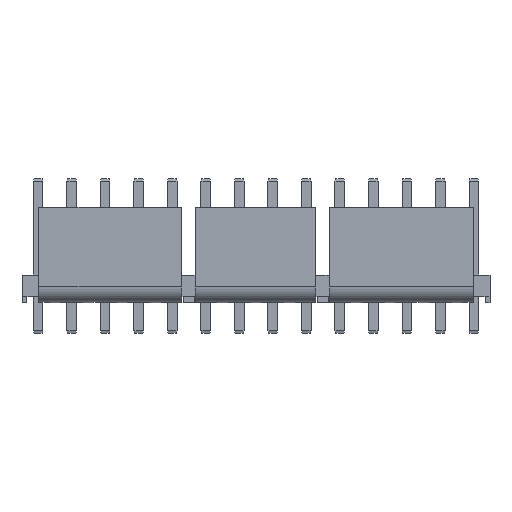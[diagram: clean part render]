
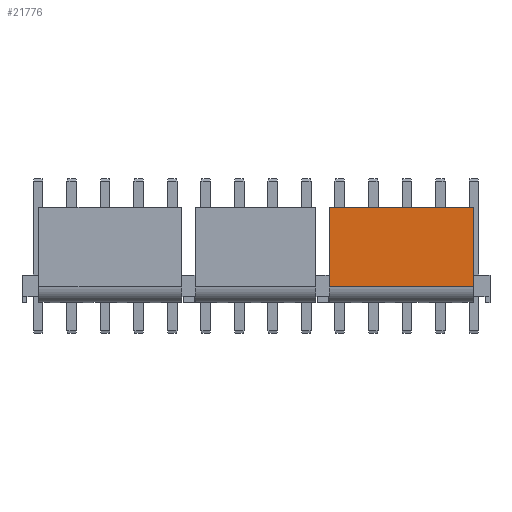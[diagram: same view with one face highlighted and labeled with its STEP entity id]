
A CAD part, front view. The second image highlights one B-rep face of the part: STEP entity #21776.
In plain terms, the highlighted planar face has unit normal (0, -1, 0).
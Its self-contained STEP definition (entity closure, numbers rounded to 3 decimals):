
#3256 = PLANE('',#3257);
#3257 = AXIS2_PLACEMENT_3D('',#3258,#3259,#3260);
#3258 = CARTESIAN_POINT('',(51.405,-4.9,13.935));
#3259 = DIRECTION('',(-1.,0.,0.));
#3260 = DIRECTION('',(-0.,0.,-1.));
#3758 = PLANE('',#3759);
#3759 = AXIS2_PLACEMENT_3D('',#3760,#3761,#3762);
#3760 = CARTESIAN_POINT('',(34.377,-4.9,-0.695));
#3761 = DIRECTION('',(1.,0.,0.));
#3762 = DIRECTION('',(0.,0.,1.));
#13074 = EDGE_CURVE('',#13075,#13077,#13079,.T.);
#13075 = VERTEX_POINT('',#13076);
#13076 = CARTESIAN_POINT('',(34.377,-4.9,1.91));
#13077 = VERTEX_POINT('',#13078);
#13078 = CARTESIAN_POINT('',(34.377,-4.9,11.33));
#13079 = SURFACE_CURVE('',#13080,(#13084,#13091),.PCURVE_S1.);
#13080 = LINE('',#13081,#13082);
#13081 = CARTESIAN_POINT('',(34.377,-4.9,-0.695));
#13082 = VECTOR('',#13083,1.);
#13083 = DIRECTION('',(0.,0.,1.));
#13084 = PCURVE('',#3758,#13085);
#13085 = DEFINITIONAL_REPRESENTATION('',(#13086),#13090);
#13086 = LINE('',#13087,#13088);
#13087 = CARTESIAN_POINT('',(0.,0.));
#13088 = VECTOR('',#13089,1.);
#13089 = DIRECTION('',(1.,0.));
#13090 = ( GEOMETRIC_REPRESENTATION_CONTEXT(2)
PARAMETRIC_REPRESENTATION_CONTEXT() REPRESENTATION_CONTEXT('2D SPACE',''
) );
#13091 = PCURVE('',#13092,#13097);
#13092 = PLANE('',#13093);
#13093 = AXIS2_PLACEMENT_3D('',#13094,#13095,#13096);
#13094 = CARTESIAN_POINT('',(53.385,-4.9,11.33));
#13095 = DIRECTION('',(0.,-1.,0.));
#13096 = DIRECTION('',(-0.,0.,-1.));
#13097 = DEFINITIONAL_REPRESENTATION('',(#13098),#13102);
#13098 = LINE('',#13099,#13100);
#13099 = CARTESIAN_POINT('',(12.025,-19.008));
#13100 = VECTOR('',#13101,1.);
#13101 = DIRECTION('',(-1.,0.));
#13102 = ( GEOMETRIC_REPRESENTATION_CONTEXT(2)
PARAMETRIC_REPRESENTATION_CONTEXT() REPRESENTATION_CONTEXT('2D SPACE',''
) );
#13121 = CYLINDRICAL_SURFACE('',#13122,1.948);
#13122 = AXIS2_PLACEMENT_3D('',#13123,#13124,#13125);
#13123 = CARTESIAN_POINT('',(53.385,-2.953,1.947));
#13124 = DIRECTION('',(1.,0.,0.));
#13125 = DIRECTION('',(0.,-1.,
-0.019));
#13353 = PLANE('',#13354);
#13354 = AXIS2_PLACEMENT_3D('',#13355,#13356,#13357);
#13355 = CARTESIAN_POINT('',(53.385,-4.13,11.33));
#13356 = DIRECTION('',(0.,0.,1.));
#13357 = DIRECTION('',(0.,-1.,0.));
#14028 = EDGE_CURVE('',#14029,#14031,#14033,.T.);
#14029 = VERTEX_POINT('',#14030);
#14030 = CARTESIAN_POINT('',(51.405,-4.9,11.33));
#14031 = VERTEX_POINT('',#14032);
#14032 = CARTESIAN_POINT('',(51.405,-4.9,1.91));
#14033 = SURFACE_CURVE('',#14034,(#14038,#14045),.PCURVE_S1.);
#14034 = LINE('',#14035,#14036);
#14035 = CARTESIAN_POINT('',(51.405,-4.9,13.935));
#14036 = VECTOR('',#14037,1.);
#14037 = DIRECTION('',(0.,-0.,-1.));
#14038 = PCURVE('',#3256,#14039);
#14039 = DEFINITIONAL_REPRESENTATION('',(#14040),#14044);
#14040 = LINE('',#14041,#14042);
#14041 = CARTESIAN_POINT('',(0.,0.));
#14042 = VECTOR('',#14043,1.);
#14043 = DIRECTION('',(1.,0.));
#14044 = ( GEOMETRIC_REPRESENTATION_CONTEXT(2)
PARAMETRIC_REPRESENTATION_CONTEXT() REPRESENTATION_CONTEXT('2D SPACE',''
) );
#14045 = PCURVE('',#13092,#14046);
#14046 = DEFINITIONAL_REPRESENTATION('',(#14047),#14051);
#14047 = LINE('',#14048,#14049);
#14048 = CARTESIAN_POINT('',(-2.605,-1.98));
#14049 = VECTOR('',#14050,1.);
#14050 = DIRECTION('',(1.,0.));
#14051 = ( GEOMETRIC_REPRESENTATION_CONTEXT(2)
PARAMETRIC_REPRESENTATION_CONTEXT() REPRESENTATION_CONTEXT('2D SPACE',''
) );
#21776 = ADVANCED_FACE('',(#21777),#13092,.T.);
#21777 = FACE_BOUND('',#21778,.T.);
#21778 = EDGE_LOOP('',(#21779,#21780,#21801,#21802));
#21779 = ORIENTED_EDGE('',*,*,#14028,.F.);
#21780 = ORIENTED_EDGE('',*,*,#21781,.T.);
#21781 = EDGE_CURVE('',#14029,#13077,#21782,.T.);
#21782 = SURFACE_CURVE('',#21783,(#21787,#21794),.PCURVE_S1.);
#21783 = LINE('',#21784,#21785);
#21784 = CARTESIAN_POINT('',(53.385,-4.9,11.33));
#21785 = VECTOR('',#21786,1.);
#21786 = DIRECTION('',(-1.,0.,0.));
#21787 = PCURVE('',#13092,#21788);
#21788 = DEFINITIONAL_REPRESENTATION('',(#21789),#21793);
#21789 = LINE('',#21790,#21791);
#21790 = CARTESIAN_POINT('',(0.,0.));
#21791 = VECTOR('',#21792,1.);
#21792 = DIRECTION('',(0.,-1.));
#21793 = ( GEOMETRIC_REPRESENTATION_CONTEXT(2)
PARAMETRIC_REPRESENTATION_CONTEXT() REPRESENTATION_CONTEXT('2D SPACE',''
) );
#21794 = PCURVE('',#13353,#21795);
#21795 = DEFINITIONAL_REPRESENTATION('',(#21796),#21800);
#21796 = LINE('',#21797,#21798);
#21797 = CARTESIAN_POINT('',(0.77,0.));
#21798 = VECTOR('',#21799,1.);
#21799 = DIRECTION('',(0.,-1.));
#21800 = ( GEOMETRIC_REPRESENTATION_CONTEXT(2)
PARAMETRIC_REPRESENTATION_CONTEXT() REPRESENTATION_CONTEXT('2D SPACE',''
) );
#21801 = ORIENTED_EDGE('',*,*,#13074,.F.);
#21802 = ORIENTED_EDGE('',*,*,#21803,.F.);
#21803 = EDGE_CURVE('',#14031,#13075,#21804,.T.);
#21804 = SURFACE_CURVE('',#21805,(#21809,#21816),.PCURVE_S1.);
#21805 = LINE('',#21806,#21807);
#21806 = CARTESIAN_POINT('',(53.385,-4.9,1.91));
#21807 = VECTOR('',#21808,1.);
#21808 = DIRECTION('',(-1.,0.,0.));
#21809 = PCURVE('',#13092,#21810);
#21810 = DEFINITIONAL_REPRESENTATION('',(#21811),#21815);
#21811 = LINE('',#21812,#21813);
#21812 = CARTESIAN_POINT('',(9.42,0.));
#21813 = VECTOR('',#21814,1.);
#21814 = DIRECTION('',(0.,-1.));
#21815 = ( GEOMETRIC_REPRESENTATION_CONTEXT(2)
PARAMETRIC_REPRESENTATION_CONTEXT() REPRESENTATION_CONTEXT('2D SPACE',''
) );
#21816 = PCURVE('',#13121,#21817);
#21817 = DEFINITIONAL_REPRESENTATION('',(#21818),#21822);
#21818 = LINE('',#21819,#21820);
#21819 = CARTESIAN_POINT('',(0.,0.));
#21820 = VECTOR('',#21821,1.);
#21821 = DIRECTION('',(0.,-1.));
#21822 = ( GEOMETRIC_REPRESENTATION_CONTEXT(2)
PARAMETRIC_REPRESENTATION_CONTEXT() REPRESENTATION_CONTEXT('2D SPACE',''
) );
